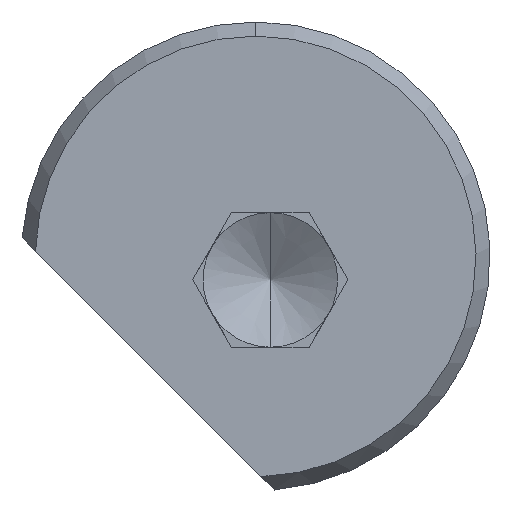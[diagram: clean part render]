
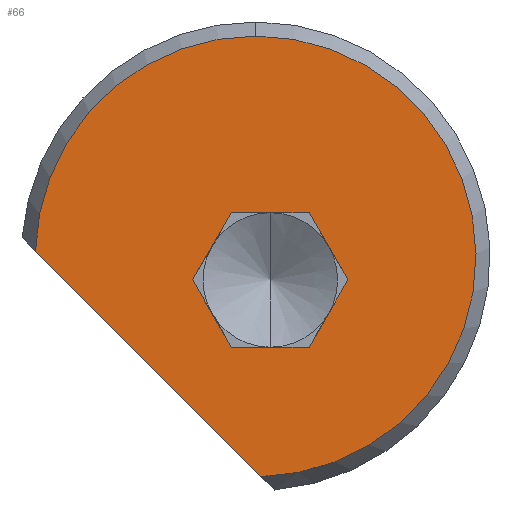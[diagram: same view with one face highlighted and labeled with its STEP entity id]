
A CAD part, left-side view. The second image highlights one B-rep face of the part: STEP entity #66.
In plain terms, the highlighted planar face has unit normal (-1, 0, 0).
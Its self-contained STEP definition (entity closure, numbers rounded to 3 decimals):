
#66=ADVANCED_FACE('',(#145,#146),#147,.F.);
#145=FACE_OUTER_BOUND('',#236,.T.);
#146=FACE_BOUND('',#237,.T.);
#147=PLANE('',#238);
#236=EDGE_LOOP('',(#359,#360,#361));
#237=EDGE_LOOP('',(#362,#363,#364,#365,#366,#367));
#238=AXIS2_PLACEMENT_3D('',#368,#369,#370);
#359=ORIENTED_EDGE('',*,*,#559,.T.);
#360=ORIENTED_EDGE('',*,*,#539,.T.);
#361=ORIENTED_EDGE('',*,*,#561,.T.);
#362=ORIENTED_EDGE('',*,*,#562,.T.);
#363=ORIENTED_EDGE('',*,*,#563,.T.);
#364=ORIENTED_EDGE('',*,*,#564,.T.);
#365=ORIENTED_EDGE('',*,*,#565,.T.);
#366=ORIENTED_EDGE('',*,*,#566,.T.);
#367=ORIENTED_EDGE('',*,*,#567,.T.);
#368=CARTESIAN_POINT('',(-7.0,0.65,1.05));
#369=DIRECTION('',(1.0,0.0,0.0));
#370=DIRECTION('',(0.0,1.0,-0.0));
#539=EDGE_CURVE('',#637,#634,#638,.T.);
#559=EDGE_CURVE('',#664,#637,#668,.T.);
#561=EDGE_CURVE('',#634,#664,#670,.T.);
#562=EDGE_CURVE('',#671,#672,#673,.F.);
#563=EDGE_CURVE('',#672,#674,#675,.F.);
#564=EDGE_CURVE('',#674,#676,#677,.F.);
#565=EDGE_CURVE('',#676,#678,#679,.F.);
#566=EDGE_CURVE('',#678,#680,#681,.F.);
#567=EDGE_CURVE('',#680,#671,#682,.F.);
#634=VERTEX_POINT('',#761);
#637=VERTEX_POINT('',#765);
#638=CIRCLE('',#766,9.822);
#664=VERTEX_POINT('',#823);
#668=LINE('',#846,#847);
#670=CIRCLE('',#849,9.822);
#671=VERTEX_POINT('',#850);
#672=VERTEX_POINT('',#851);
#673=LINE('',#852,#853);
#674=VERTEX_POINT('',#854);
#675=LINE('',#855,#856);
#676=VERTEX_POINT('',#857);
#677=LINE('',#858,#859);
#678=VERTEX_POINT('',#860);
#679=LINE('',#861,#862);
#680=VERTEX_POINT('',#863);
#681=LINE('',#864,#865);
#682=LINE('',#866,#867);
#761=CARTESIAN_POINT('',(-7.0,0.65,10.872));
#765=CARTESIAN_POINT('',(-7.0,0.423,-8.77));
#766=AXIS2_PLACEMENT_3D('',#959,#960,#961);
#823=CARTESIAN_POINT('',(-7.0,10.47,1.277));
#846=CARTESIAN_POINT('',(-7.0,10.47,1.277));
#847=VECTOR('',#982,14.209);
#849=AXIS2_PLACEMENT_3D('',#983,#984,#985);
#850=CARTESIAN_POINT('',(-7.0,1.732,3.0));
#851=CARTESIAN_POINT('',(-7.0,-1.732,3.0));
#852=CARTESIAN_POINT('',(-7.0,-1.732,3.0));
#853=VECTOR('',#986,3.464);
#854=CARTESIAN_POINT('',(-7.0,-3.464,0.));
#855=CARTESIAN_POINT('',(-7.0,-3.464,0.));
#856=VECTOR('',#987,3.464);
#857=CARTESIAN_POINT('',(-7.0,-1.732,-3.0));
#858=CARTESIAN_POINT('',(-7.0,-1.732,-3.0));
#859=VECTOR('',#988,3.464);
#860=CARTESIAN_POINT('',(-7.0,1.732,-3.0));
#861=CARTESIAN_POINT('',(-7.0,1.732,-3.0));
#862=VECTOR('',#989,3.464);
#863=CARTESIAN_POINT('',(-7.0,3.464,0.));
#864=CARTESIAN_POINT('',(-7.0,3.464,0.));
#865=VECTOR('',#990,3.464);
#866=CARTESIAN_POINT('',(-7.0,1.732,3.0));
#867=VECTOR('',#991,3.464);
#959=CARTESIAN_POINT('',(-7.0,0.65,1.05));
#960=DIRECTION('',(-1.0,0.0,0.0));
#961=DIRECTION('',(0.0,0.0,1.0));
#982=DIRECTION('',(0.0,-0.707,-0.707));
#983=CARTESIAN_POINT('',(-7.0,0.65,1.05));
#984=DIRECTION('',(-1.0,0.0,0.0));
#985=DIRECTION('',(0.0,0.0,1.0));
#986=DIRECTION('',(0.0,1.0,0.0));
#987=DIRECTION('',(0.0,0.5,0.866));
#988=DIRECTION('',(0.0,-0.5,0.866));
#989=DIRECTION('',(0.0,-1.0,0.0));
#990=DIRECTION('',(0.0,-0.5,-0.866));
#991=DIRECTION('',(0.0,0.5,-0.866));
